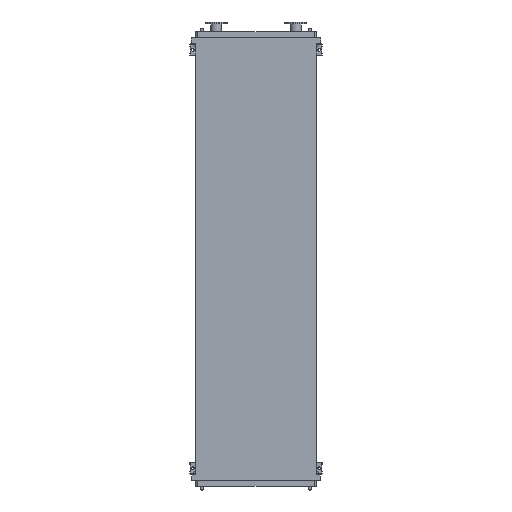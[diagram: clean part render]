
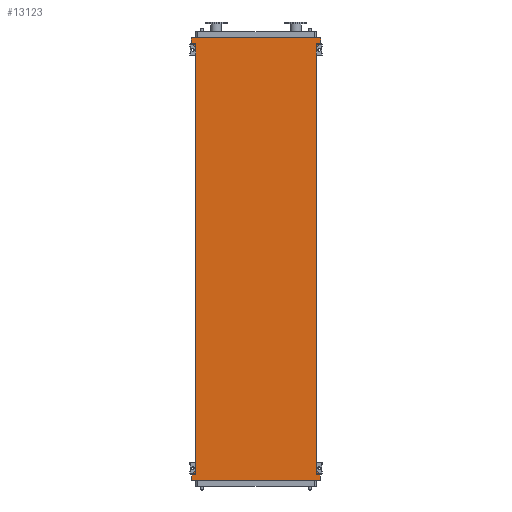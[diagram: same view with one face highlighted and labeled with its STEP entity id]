
A CAD part, front view. The second image highlights one B-rep face of the part: STEP entity #13123.
In plain terms, the highlighted planar face has unit normal (0, -1, 0).
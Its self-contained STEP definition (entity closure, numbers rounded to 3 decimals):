
#445 = EDGE_CURVE ( 'NONE', #12996, #14520, #6476, .T. ) ;
#1122 = DIRECTION ( 'NONE',  ( -1., 0., 0. ) ) ;
#1330 = LINE ( 'NONE', #17677, #12832 ) ;
#1974 = CARTESIAN_POINT ( 'NONE',  ( -651., 0., -4345. ) ) ;
#1991 = ORIENTED_EDGE ( 'NONE', *, *, #15865, .F. ) ;
#2682 = VERTEX_POINT ( 'NONE', #8892 ) ;
#2813 = VERTEX_POINT ( 'NONE', #3146 ) ;
#2986 = CARTESIAN_POINT ( 'NONE',  ( 605., 0., -4250. ) ) ;
#3146 = CARTESIAN_POINT ( 'NONE',  ( 651., 0., -4303. ) ) ;
#3221 = CARTESIAN_POINT ( 'NONE',  ( 651., 0., 53. ) ) ;
#3276 = VECTOR ( 'NONE', #17578, 1000. ) ;
#3286 = DIRECTION ( 'NONE',  ( 0., 0., 1. ) ) ;
#3544 = EDGE_CURVE ( 'NONE', #13724, #14520, #17831, .T. ) ;
#3581 = AXIS2_PLACEMENT_3D ( 'NONE', #12411, #16832, #8060 ) ;
#3664 = ORIENTED_EDGE ( 'NONE', *, *, #17602, .F. ) ;
#4350 = CARTESIAN_POINT ( 'NONE',  ( 651., 0., 95. ) ) ;
#4356 = CARTESIAN_POINT ( 'NONE',  ( -605., 0., 0. ) ) ;
#4620 = VECTOR ( 'NONE', #1122, 1000. ) ;
#4676 = ORIENTED_EDGE ( 'NONE', *, *, #17815, .F. ) ;
#4838 = VERTEX_POINT ( 'NONE', #4350 ) ;
#5271 = DIRECTION ( 'NONE',  ( 0., 0., -1. ) ) ;
#5392 = DIRECTION ( 'NONE',  ( 0., 0., -1. ) ) ;
#5447 = LINE ( 'NONE', #12656, #8889 ) ;
#6023 = LINE ( 'NONE', #12107, #6460 ) ;
#6139 = ORIENTED_EDGE ( 'NONE', *, *, #13871, .F. ) ;
#6166 = LINE ( 'NONE', #18359, #9592 ) ;
#6186 = VECTOR ( 'NONE', #3286, 1000. ) ;
#6276 = VERTEX_POINT ( 'NONE', #11126 ) ;
#6460 = VECTOR ( 'NONE', #10945, 1000. ) ;
#6476 = LINE ( 'NONE', #3221, #10827 ) ;
#6878 = CARTESIAN_POINT ( 'NONE',  ( 651., 0., -4303. ) ) ;
#7227 = CARTESIAN_POINT ( 'NONE',  ( -605., 0., -4250. ) ) ;
#7367 = LINE ( 'NONE', #4356, #3276 ) ;
#7521 = ORIENTED_EDGE ( 'NONE', *, *, #11942, .F. ) ;
#8060 = DIRECTION ( 'NONE',  ( 0., 0., -1. ) ) ;
#8136 = DIRECTION ( 'NONE',  ( 0.655, 0., -0.755 ) ) ;
#8312 = VERTEX_POINT ( 'NONE', #7227 ) ;
#8599 = LINE ( 'NONE', #10181, #4620 ) ;
#8667 = VERTEX_POINT ( 'NONE', #18125 ) ;
#8826 = CARTESIAN_POINT ( 'NONE',  ( 651., 0., 53. ) ) ;
#8889 = VECTOR ( 'NONE', #5271, 1000. ) ;
#8892 = CARTESIAN_POINT ( 'NONE',  ( -651., 0., 53. ) ) ;
#9104 = ORIENTED_EDGE ( 'NONE', *, *, #16839, .F. ) ;
#9234 = EDGE_CURVE ( 'NONE', #8312, #16102, #15086, .T. ) ;
#9592 = VECTOR ( 'NONE', #8136, 1000. ) ;
#10073 = LINE ( 'NONE', #16598, #6186 ) ;
#10181 = CARTESIAN_POINT ( 'NONE',  ( 651., 0., -4345. ) ) ;
#10827 = VECTOR ( 'NONE', #16419, 1000. ) ;
#10925 = ORIENTED_EDGE ( 'NONE', *, *, #12922, .F. ) ;
#10936 = EDGE_CURVE ( 'NONE', #13724, #2813, #6166, .T. ) ;
#10945 = DIRECTION ( 'NONE',  ( 0.655, 0., 0.755 ) ) ;
#11126 = CARTESIAN_POINT ( 'NONE',  ( -651., 0., -4345. ) ) ;
#11213 = VECTOR ( 'NONE', #14959, 1000. ) ;
#11942 = EDGE_CURVE ( 'NONE', #2813, #18103, #12080, .T. ) ;
#12080 = LINE ( 'NONE', #6878, #15492 ) ;
#12107 = CARTESIAN_POINT ( 'NONE',  ( -651., 0., -4303. ) ) ;
#12411 = CARTESIAN_POINT ( 'NONE',  ( -605., 0., -4250. ) ) ;
#12452 = DIRECTION ( 'NONE',  ( 0., 0., 1. ) ) ;
#12656 = CARTESIAN_POINT ( 'NONE',  ( 651., 0., 95. ) ) ;
#12832 = VECTOR ( 'NONE', #19147, 1000. ) ;
#12922 = EDGE_CURVE ( 'NONE', #18103, #6276, #8599, .T. ) ;
#12996 = VERTEX_POINT ( 'NONE', #8826 ) ;
#13004 = ORIENTED_EDGE ( 'NONE', *, *, #9234, .F. ) ;
#13031 = VECTOR ( 'NONE', #19287, 1000. ) ;
#13123 = ADVANCED_FACE ( 'NONE', ( #13617 ), #16768, .T. ) ;
#13617 = FACE_OUTER_BOUND ( 'NONE', #16401, .T. ) ;
#13724 = VERTEX_POINT ( 'NONE', #17960 ) ;
#13808 = VECTOR ( 'NONE', #12452, 1000. ) ;
#13871 = EDGE_CURVE ( 'NONE', #6276, #18309, #18160, .T. ) ;
#14520 = VERTEX_POINT ( 'NONE', #16484 ) ;
#14577 = ORIENTED_EDGE ( 'NONE', *, *, #3544, .T. ) ;
#14959 = DIRECTION ( 'NONE',  ( 0., 0., 1. ) ) ;
#15086 = LINE ( 'NONE', #19313, #11213 ) ;
#15266 = ORIENTED_EDGE ( 'NONE', *, *, #10936, .F. ) ;
#15492 = VECTOR ( 'NONE', #5392, 1000. ) ;
#15865 = EDGE_CURVE ( 'NONE', #18309, #8312, #6023, .T. ) ;
#16102 = VERTEX_POINT ( 'NONE', #18741 ) ;
#16401 = EDGE_LOOP ( 'NONE', ( #14577, #18470, #18931, #3664, #4676, #9104, #13004, #1991, #6139, #10925, #7521, #15266 ) ) ;
#16419 = DIRECTION ( 'NONE',  ( -0.655, 0., -0.755 ) ) ;
#16484 = CARTESIAN_POINT ( 'NONE',  ( 605., 0., 0. ) ) ;
#16598 = CARTESIAN_POINT ( 'NONE',  ( -651., 0., 53. ) ) ;
#16768 = PLANE ( 'NONE',  #3581 ) ;
#16832 = DIRECTION ( 'NONE',  ( 0., -1., 0. ) ) ;
#16839 = EDGE_CURVE ( 'NONE', #16102, #2682, #7367, .T. ) ;
#17578 = DIRECTION ( 'NONE',  ( -0.655, 0., 0.755 ) ) ;
#17602 = EDGE_CURVE ( 'NONE', #8667, #4838, #1330, .T. ) ;
#17677 = CARTESIAN_POINT ( 'NONE',  ( -651., 0., 95. ) ) ;
#17806 = CARTESIAN_POINT ( 'NONE',  ( 651., 0., -4345. ) ) ;
#17815 = EDGE_CURVE ( 'NONE', #2682, #8667, #10073, .T. ) ;
#17831 = LINE ( 'NONE', #2986, #13031 ) ;
#17960 = CARTESIAN_POINT ( 'NONE',  ( 605., 0., -4250. ) ) ;
#18103 = VERTEX_POINT ( 'NONE', #17806 ) ;
#18104 = CARTESIAN_POINT ( 'NONE',  ( -651., 0., -4303. ) ) ;
#18125 = CARTESIAN_POINT ( 'NONE',  ( -651., 0., 95. ) ) ;
#18160 = LINE ( 'NONE', #1974, #13808 ) ;
#18309 = VERTEX_POINT ( 'NONE', #18104 ) ;
#18359 = CARTESIAN_POINT ( 'NONE',  ( 605., 0., -4250. ) ) ;
#18470 = ORIENTED_EDGE ( 'NONE', *, *, #445, .F. ) ;
#18741 = CARTESIAN_POINT ( 'NONE',  ( -605., 0., 0. ) ) ;
#18786 = EDGE_CURVE ( 'NONE', #4838, #12996, #5447, .T. ) ;
#18931 = ORIENTED_EDGE ( 'NONE', *, *, #18786, .F. ) ;
#19147 = DIRECTION ( 'NONE',  ( 1., 0., 0. ) ) ;
#19287 = DIRECTION ( 'NONE',  ( 0., 0., 1. ) ) ;
#19313 = CARTESIAN_POINT ( 'NONE',  ( -605., 0., -4250. ) ) ;
